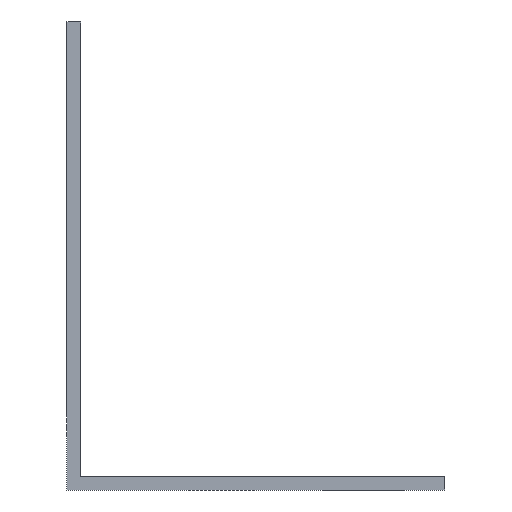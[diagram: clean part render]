
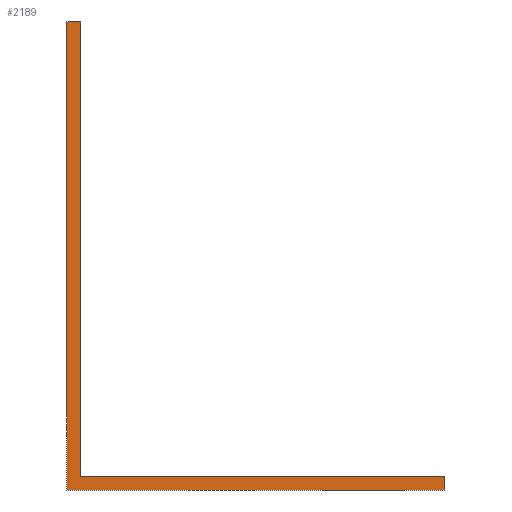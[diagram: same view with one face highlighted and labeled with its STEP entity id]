
A CAD part, front view. The second image highlights one B-rep face of the part: STEP entity #2189.
In plain terms, the highlighted planar face has unit normal (0, -1, 0).
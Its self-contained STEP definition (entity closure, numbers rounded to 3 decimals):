
#28 = EDGE_CURVE ( 'NONE', #1797, #89, #611, .T. ) ;
#89 = VERTEX_POINT ( 'NONE', #3136 ) ;
#226 = CARTESIAN_POINT ( 'NONE',  ( 0., -245., 0. ) ) ;
#472 = VERTEX_POINT ( 'NONE', #2178 ) ;
#508 = EDGE_CURVE ( 'NONE', #516, #1235, #3320, .T. ) ;
#511 = ORIENTED_EDGE ( 'NONE', *, *, #508, .T. ) ;
#516 = VERTEX_POINT ( 'NONE', #2027 ) ;
#532 = EDGE_CURVE ( 'NONE', #1838, #516, #2479, .T. ) ;
#611 = LINE ( 'NONE', #3299, #3216 ) ;
#653 = EDGE_CURVE ( 'NONE', #1838, #1797, #3350, .T. ) ;
#864 = ORIENTED_EDGE ( 'NONE', *, *, #532, .T. ) ;
#1004 = DIRECTION ( 'NONE',  ( 0., 0., 1. ) ) ;
#1106 = VECTOR ( 'NONE', #1991, 1000. ) ;
#1158 = CARTESIAN_POINT ( 'NONE',  ( 42., -245., 0. ) ) ;
#1201 = DIRECTION ( 'NONE',  ( -1., 0., 0. ) ) ;
#1228 = DIRECTION ( 'NONE',  ( 0., -1., 0. ) ) ;
#1235 = VERTEX_POINT ( 'NONE', #226 ) ;
#1358 = PLANE ( 'NONE',  #3141 ) ;
#1370 = LINE ( 'NONE', #1158, #3335 ) ;
#1483 = CARTESIAN_POINT ( 'NONE',  ( 0., -245., 0. ) ) ;
#1616 = DIRECTION ( 'NONE',  ( 0., 0., -1. ) ) ;
#1621 = EDGE_CURVE ( 'NONE', #472, #89, #1370, .T. ) ;
#1748 = CARTESIAN_POINT ( 'NONE',  ( 1.5, -245., 52. ) ) ;
#1781 = VECTOR ( 'NONE', #2992, 1000. ) ;
#1797 = VERTEX_POINT ( 'NONE', #2488 ) ;
#1838 = VERTEX_POINT ( 'NONE', #2071 ) ;
#1839 = VECTOR ( 'NONE', #2050, 1000. ) ;
#1991 = DIRECTION ( 'NONE',  ( -1., 0., 0. ) ) ;
#2004 = CARTESIAN_POINT ( 'NONE',  ( 1.5, -245., 52. ) ) ;
#2027 = CARTESIAN_POINT ( 'NONE',  ( 0., -245., 52. ) ) ;
#2050 = DIRECTION ( 'NONE',  ( 0., 0., -1. ) ) ;
#2052 = CARTESIAN_POINT ( 'NONE',  ( 0., -245., 52. ) ) ;
#2071 = CARTESIAN_POINT ( 'NONE',  ( 1.5, -245., 52. ) ) ;
#2111 = EDGE_CURVE ( 'NONE', #1235, #472, #3114, .T. ) ;
#2178 = CARTESIAN_POINT ( 'NONE',  ( 42., -245., 0. ) ) ;
#2189 = ADVANCED_FACE ( 'NONE', ( #3310 ), #1358, .T. ) ;
#2479 = LINE ( 'NONE', #2004, #1106 ) ;
#2488 = CARTESIAN_POINT ( 'NONE',  ( 1.5, -245., 1.5 ) ) ;
#2527 = ORIENTED_EDGE ( 'NONE', *, *, #653, .F. ) ;
#2589 = ORIENTED_EDGE ( 'NONE', *, *, #2111, .T. ) ;
#2694 = VECTOR ( 'NONE', #1616, 1000. ) ;
#2992 = DIRECTION ( 'NONE',  ( 1., 0., 0. ) ) ;
#3005 = CARTESIAN_POINT ( 'NONE',  ( 0., -245., 0. ) ) ;
#3114 = LINE ( 'NONE', #3005, #1781 ) ;
#3136 = CARTESIAN_POINT ( 'NONE',  ( 42., -245., 1.5 ) ) ;
#3141 = AXIS2_PLACEMENT_3D ( 'NONE', #1483, #1228, #1201 ) ;
#3208 = ORIENTED_EDGE ( 'NONE', *, *, #28, .F. ) ;
#3216 = VECTOR ( 'NONE', #3287, 1000. ) ;
#3230 = EDGE_LOOP ( 'NONE', ( #3208, #2527, #864, #511, #2589, #3305 ) ) ;
#3287 = DIRECTION ( 'NONE',  ( 1., 0., 0. ) ) ;
#3299 = CARTESIAN_POINT ( 'NONE',  ( 0., -245., 1.5 ) ) ;
#3305 = ORIENTED_EDGE ( 'NONE', *, *, #1621, .T. ) ;
#3310 = FACE_OUTER_BOUND ( 'NONE', #3230, .T. ) ;
#3320 = LINE ( 'NONE', #2052, #1839 ) ;
#3335 = VECTOR ( 'NONE', #1004, 1000. ) ;
#3350 = LINE ( 'NONE', #1748, #2694 ) ;
